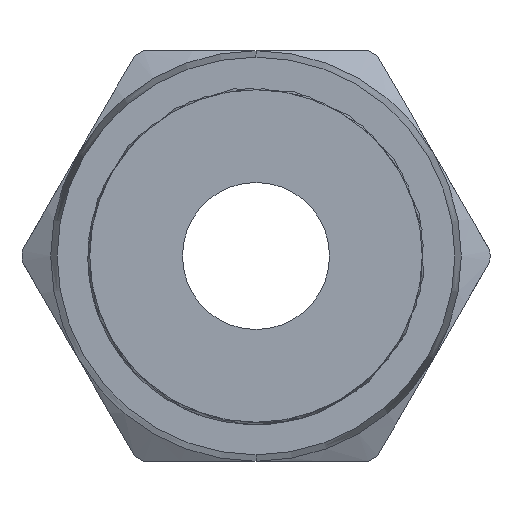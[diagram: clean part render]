
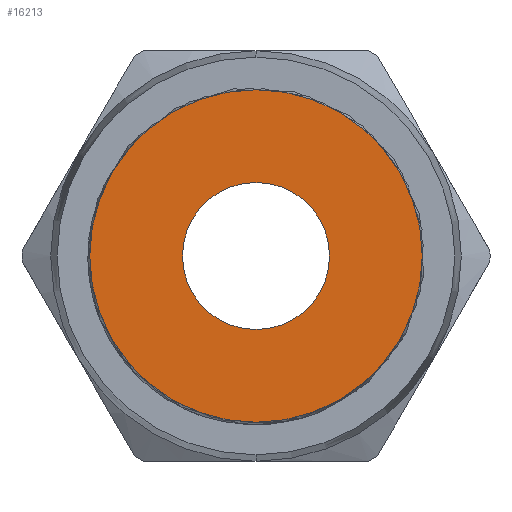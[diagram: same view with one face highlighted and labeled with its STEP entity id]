
A CAD part, left-side view. The second image highlights one B-rep face of the part: STEP entity #16213.
In plain terms, the highlighted planar face has unit normal (-1, 0, 0).
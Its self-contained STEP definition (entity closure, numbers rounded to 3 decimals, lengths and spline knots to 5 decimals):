
#8208 = DIRECTION ( 'NONE',  ( 0., 0., 1. ) ) ;
#8209 = DIRECTION ( 'NONE',  ( -1., 0., 0. ) ) ;
#8210 = AXIS2_PLACEMENT_3D ( 'NONE', #8222, #8209, #8208 ) ;
#8211 = CIRCLE ( 'NONE', #8210, 0.27135 ) ;
#8222 = CARTESIAN_POINT ( 'NONE',  ( -2.293, 0., 0. ) ) ;
#8269 = DIRECTION ( 'NONE',  ( 0., 0., 1. ) ) ;
#8270 = DIRECTION ( 'NONE',  ( -1., 0., 0. ) ) ;
#8271 = CARTESIAN_POINT ( 'NONE',  ( -2.293, 0., 0. ) ) ;
#8272 = AXIS2_PLACEMENT_3D ( 'NONE', #8271, #8270, #8269 ) ;
#8274 = PLANE ( 'NONE',  #8272 ) ;
#8275 = FACE_BOUND ( 'NONE', #16173, .T. ) ;
#8276 = FACE_OUTER_BOUND ( 'NONE', #16200, .T. ) ;
#8349 = DIRECTION ( 'NONE',  ( 0., 0., 1. ) ) ;
#8350 = DIRECTION ( 'NONE',  ( -1., 0., 0. ) ) ;
#8351 = CARTESIAN_POINT ( 'NONE',  ( -2.293, 0., 0. ) ) ;
#8352 = AXIS2_PLACEMENT_3D ( 'NONE', #8351, #8350, #8349 ) ;
#8353 = CIRCLE ( 'NONE', #8352, 0.12 ) ;
#13158 = DIRECTION ( 'NONE',  ( 0., 0., 1. ) ) ;
#13159 = DIRECTION ( 'NONE',  ( -1., 0., 0. ) ) ;
#13160 = CARTESIAN_POINT ( 'NONE',  ( -2.293, 0., 0. ) ) ;
#13161 = AXIS2_PLACEMENT_3D ( 'NONE', #13160, #13159, #13158 ) ;
#13162 = CIRCLE ( 'NONE', #13161, 0.27135 ) ;
#13164 = CARTESIAN_POINT ( 'NONE',  ( -2.293, 0., -0.27135 ) ) ;
#13190 = CARTESIAN_POINT ( 'NONE',  ( -2.293, 0., 0.27135 ) ) ;
#16173 = EDGE_LOOP ( 'NONE', ( #39542, #39687 ) ) ;
#16195 = ORIENTED_EDGE ( 'NONE', *, *, #39132, .T. ) ;
#16200 = EDGE_LOOP ( 'NONE', ( #16201, #16195 ) ) ;
#16201 = ORIENTED_EDGE ( 'NONE', *, *, #16204, .T. ) ;
#16204 = EDGE_CURVE ( 'NONE', #39130, #39117, #8211, .T. ) ;
#16213 = ADVANCED_FACE ( 'NONE', ( #8276, #8275 ), #8274, .T. ) ;
#16215 = EDGE_CURVE ( 'NONE', #39143, #39146, #8353, .T. ) ;
#17223 = DIRECTION ( 'NONE',  ( 0., 0., 1. ) ) ;
#17224 = DIRECTION ( 'NONE',  ( -1., 0., 0. ) ) ;
#17225 = CARTESIAN_POINT ( 'NONE',  ( -2.293, 0., 0. ) ) ;
#17226 = AXIS2_PLACEMENT_3D ( 'NONE', #17225, #17224, #17223 ) ;
#17227 = CIRCLE ( 'NONE', #17226, 0.12 ) ;
#17233 = CARTESIAN_POINT ( 'NONE',  ( -2.293, 0., -0.12 ) ) ;
#17238 = CARTESIAN_POINT ( 'NONE',  ( -2.293, 0., 0.12 ) ) ;
#39117 = VERTEX_POINT ( 'NONE', #13190 ) ;
#39130 = VERTEX_POINT ( 'NONE', #13164 ) ;
#39132 = EDGE_CURVE ( 'NONE', #39117, #39130, #13162, .T. ) ;
#39143 = VERTEX_POINT ( 'NONE', #17238 ) ;
#39146 = VERTEX_POINT ( 'NONE', #17233 ) ;
#39153 = EDGE_CURVE ( 'NONE', #39146, #39143, #17227, .T. ) ;
#39542 = ORIENTED_EDGE ( 'NONE', *, *, #39153, .F. ) ;
#39687 = ORIENTED_EDGE ( 'NONE', *, *, #16215, .F. ) ;
